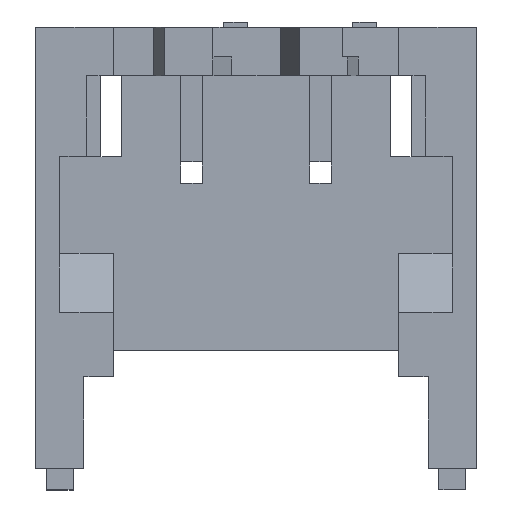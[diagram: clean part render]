
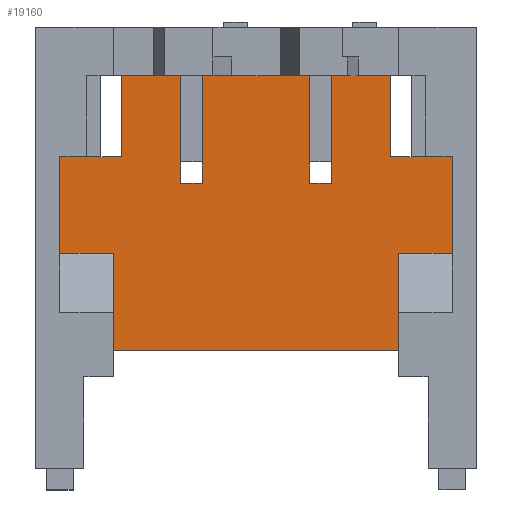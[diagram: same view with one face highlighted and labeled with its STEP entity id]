
A CAD part, top view. The second image highlights one B-rep face of the part: STEP entity #19160.
In plain terms, the highlighted planar face has unit normal (0, 0, 1).
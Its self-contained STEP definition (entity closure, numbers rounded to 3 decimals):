
#100=CARTESIAN_POINT('',(-79.02,-20.65,
0.25));
#110=VERTEX_POINT('',#100);
#1240=CARTESIAN_POINT('',(-81.67,-20.65,0.25
));
#1250=VERTEX_POINT('',#1240);
#1280=CARTESIAN_POINT('',(-73.872,-20.65,
0.25));
#1290=DIRECTION('',(-1.,0.,0.));
#1300=VECTOR('',#1290,1.);
#1310=LINE('',#1280,#1300);
#1320=EDGE_CURVE('',#110,#1250,#1310,.T.);
#6120=CARTESIAN_POINT('',(-79.645,-19.1,0.25
));
#6130=VERTEX_POINT('',#6120);
#6160=CARTESIAN_POINT('',(-73.872,-19.1,
0.25));
#6170=DIRECTION('',(1.,0.,0.));
#6180=VECTOR('',#6170,1.);
#6190=LINE('',#6160,#6180);
#6200=CARTESIAN_POINT('',(-79.845,-19.1,0.25
));
#6210=VERTEX_POINT('',#6200);
#6220=EDGE_CURVE('',#6210,#6130,#6190,.T.);
#7320=CARTESIAN_POINT('',(-81.67,-19.75,0.25
));
#7330=VERTEX_POINT('',#7320);
#7360=CARTESIAN_POINT('',(-81.67,-28.709,0.25
));
#7370=DIRECTION('',(0.,1.,0.));
#7380=VECTOR('',#7370,1.);
#7390=LINE('',#7360,#7380);
#7400=EDGE_CURVE('',#1250,#7330,#7390,.T.);
#7720=CARTESIAN_POINT('',(-81.92,-18.85,0.25
));
#7730=VERTEX_POINT('',#7720);
#7880=CARTESIAN_POINT('',(-81.595,-18.85,0.25
));
#7890=VERTEX_POINT('',#7880);
#7920=CARTESIAN_POINT('',(-73.872,-18.85,
0.25));
#7930=DIRECTION('',(1.,0.,0.));
#7940=VECTOR('',#7930,1.);
#7950=LINE('',#7920,#7940);
#7960=EDGE_CURVE('',#7730,#7890,#7950,.T.);
#8510=CARTESIAN_POINT('',(-81.045,-18.9,0.25
));
#8520=VERTEX_POINT('',#8510);
#8750=CARTESIAN_POINT('',(-80.845,-18.9,0.25
));
#8760=VERTEX_POINT('',#8750);
#13390=CARTESIAN_POINT('',(-78.52,-19.75,
0.25));
#13400=VERTEX_POINT('',#13390);
#13480=CARTESIAN_POINT('',(-79.02,-19.75,
0.25));
#13490=VERTEX_POINT('',#13480);
#13520=CARTESIAN_POINT('',(-73.872,-19.75,
0.25));
#13530=DIRECTION('',(1.,0.,0.));
#13540=VECTOR('',#13530,1.);
#13550=LINE('',#13520,#13540);
#13560=EDGE_CURVE('',#13490,#13400,#13550,.T.);
#16020=CARTESIAN_POINT('',(-81.595,-28.709,
0.25));
#16030=DIRECTION('',(0.,1.,0.));
#16040=VECTOR('',#16030,1.);
#16050=LINE('',#16020,#16040);
#16060=CARTESIAN_POINT('',(-81.595,-18.1,
0.25));
#16070=VERTEX_POINT('',#16060);
#16080=EDGE_CURVE('',#7890,#16070,#16050,.T.);
#17480=CARTESIAN_POINT('',(-82.17,-19.75,
0.25));
#17490=VERTEX_POINT('',#17480);
#17520=CARTESIAN_POINT('',(-73.872,-19.75,
0.25));
#17530=DIRECTION('',(-1.,0.,0.));
#17540=VECTOR('',#17530,1.);
#17550=LINE('',#17520,#17540);
#17560=EDGE_CURVE('',#7330,#17490,#17550,.T.);
#17620=CARTESIAN_POINT('',(-78.429,-18.036,
0.25));
#17630=DIRECTION('',(0.,0.,1.));
#17640=DIRECTION('',(-1.,0.,0.));
#17650=AXIS2_PLACEMENT_3D('',#17620,#17630,#17640);
#17660=PLANE('',#17650);
#17670=CARTESIAN_POINT('',(-82.17,-28.709,
0.25));
#17680=DIRECTION('',(0.,1.,0.));
#17690=VECTOR('',#17680,1.);
#17700=LINE('',#17670,#17690);
#17710=CARTESIAN_POINT('',(-82.17,-18.85,
0.25));
#17720=VERTEX_POINT('',#17710);
#17730=EDGE_CURVE('',#17490,#17720,#17700,.T.);
#17740=ORIENTED_EDGE('',*,*,#17730,.F.);
#17750=CARTESIAN_POINT('',(-73.872,-18.85,
0.25));
#17760=DIRECTION('',(-1.,0.,0.));
#17770=VECTOR('',#17760,1.);
#17780=LINE('',#17750,#17770);
#17790=EDGE_CURVE('',#7730,#17720,#17780,.T.);
#17800=ORIENTED_EDGE('',*,*,#17790,.T.);
#17810=ORIENTED_EDGE('',*,*,#7960,.F.);
#17820=ORIENTED_EDGE('',*,*,#16080,.F.);
#17830=CARTESIAN_POINT('',(-73.872,-18.1,
0.25));
#17840=DIRECTION('',(-1.,0.,0.));
#17850=VECTOR('',#17840,1.);
#17860=LINE('',#17830,#17850);
#17870=CARTESIAN_POINT('',(-81.045,-18.1,
0.25));
#17880=VERTEX_POINT('',#17870);
#17890=EDGE_CURVE('',#17880,#16070,#17860,.T.);
#17900=ORIENTED_EDGE('',*,*,#17890,.T.);
#17910=CARTESIAN_POINT('',(-81.045,-28.709,
0.25));
#17920=DIRECTION('',(0.,-1.,-0.));
#17930=VECTOR('',#17920,1.);
#17940=LINE('',#17910,#17930);
#17950=EDGE_CURVE('',#17880,#8520,#17940,.T.);
#17960=ORIENTED_EDGE('',*,*,#17950,.F.);
#17970=CARTESIAN_POINT('',(-81.045,-28.709,
0.25));
#17980=DIRECTION('',(0.,-1.,0.));
#17990=VECTOR('',#17980,1.);
#18000=LINE('',#17970,#17990);
#18010=CARTESIAN_POINT('',(-81.045,-19.1,
0.25));
#18020=VERTEX_POINT('',#18010);
#18030=EDGE_CURVE('',#8520,#18020,#18000,.T.);
#18040=ORIENTED_EDGE('',*,*,#18030,.F.);
#18050=CARTESIAN_POINT('',(-73.872,-19.1,
0.25));
#18060=DIRECTION('',(1.,-0.,0.));
#18070=VECTOR('',#18060,1.);
#18080=LINE('',#18050,#18070);
#18090=CARTESIAN_POINT('',(-80.845,-19.1,
0.25));
#18100=VERTEX_POINT('',#18090);
#18110=EDGE_CURVE('',#18020,#18100,#18080,.T.);
#18120=ORIENTED_EDGE('',*,*,#18110,.F.);
#18130=CARTESIAN_POINT('',(-80.845,-28.709,
0.25));
#18140=DIRECTION('',(0.,-1.,-0.));
#18150=VECTOR('',#18140,1.);
#18160=LINE('',#18130,#18150);
#18170=EDGE_CURVE('',#8760,#18100,#18160,.T.);
#18180=ORIENTED_EDGE('',*,*,#18170,.T.);
#18190=CARTESIAN_POINT('',(-80.845,-28.709,
0.25));
#18200=DIRECTION('',(0.,-1.,0.));
#18210=VECTOR('',#18200,1.);
#18220=LINE('',#18190,#18210);
#18230=CARTESIAN_POINT('',(-80.845,-18.1,
0.25));
#18240=VERTEX_POINT('',#18230);
#18250=EDGE_CURVE('',#18240,#8760,#18220,.T.);
#18260=ORIENTED_EDGE('',*,*,#18250,.T.);
#18270=CARTESIAN_POINT('',(-73.872,-18.1,
0.25));
#18280=DIRECTION('',(-1.,0.,0.));
#18290=VECTOR('',#18280,1.);
#18300=LINE('',#18270,#18290);
#18310=CARTESIAN_POINT('',(-79.845,-18.1,
0.25));
#18320=VERTEX_POINT('',#18310);
#18330=EDGE_CURVE('',#18320,#18240,#18300,.T.);
#18340=ORIENTED_EDGE('',*,*,#18330,.T.);
#18350=CARTESIAN_POINT('',(-79.845,-28.709,
0.25));
#18360=DIRECTION('',(0.,1.,0.));
#18370=VECTOR('',#18360,1.);
#18380=LINE('',#18350,#18370);
#18390=CARTESIAN_POINT('',(-79.845,-18.9,
0.25));
#18400=VERTEX_POINT('',#18390);
#18410=EDGE_CURVE('',#18400,#18320,#18380,.T.);
#18420=ORIENTED_EDGE('',*,*,#18410,.T.);
#18430=CARTESIAN_POINT('',(-79.845,-28.709,
0.25));
#18440=DIRECTION('',(0.,1.,0.));
#18450=VECTOR('',#18440,1.);
#18460=LINE('',#18430,#18450);
#18470=EDGE_CURVE('',#6210,#18400,#18460,.T.);
#18480=ORIENTED_EDGE('',*,*,#18470,.T.);
#18490=ORIENTED_EDGE('',*,*,#6220,.F.);
#18500=CARTESIAN_POINT('',(-79.645,-28.709,
0.25));
#18510=DIRECTION('',(0.,1.,0.));
#18520=VECTOR('',#18510,1.);
#18530=LINE('',#18500,#18520);
#18540=CARTESIAN_POINT('',(-79.645,-18.9,
0.25));
#18550=VERTEX_POINT('',#18540);
#18560=EDGE_CURVE('',#6130,#18550,#18530,.T.);
#18570=ORIENTED_EDGE('',*,*,#18560,.F.);
#18580=CARTESIAN_POINT('',(-79.645,-28.709,
0.25));
#18590=DIRECTION('',(0.,-1.,0.));
#18600=VECTOR('',#18590,1.);
#18610=LINE('',#18580,#18600);
#18620=CARTESIAN_POINT('',(-79.645,-18.1,
0.25));
#18630=VERTEX_POINT('',#18620);
#18640=EDGE_CURVE('',#18630,#18550,#18610,.T.);
#18650=ORIENTED_EDGE('',*,*,#18640,.T.);
#18660=CARTESIAN_POINT('',(-73.872,-18.1,
0.25));
#18670=DIRECTION('',(-1.,0.,0.));
#18680=VECTOR('',#18670,1.);
#18690=LINE('',#18660,#18680);
#18700=CARTESIAN_POINT('',(-79.095,-18.1,
0.25));
#18710=VERTEX_POINT('',#18700);
#18720=EDGE_CURVE('',#18710,#18630,#18690,.T.);
#18730=ORIENTED_EDGE('',*,*,#18720,.T.);
#18740=CARTESIAN_POINT('',(-79.095,-28.709,
0.25));
#18750=DIRECTION('',(0.,-1.,0.));
#18760=VECTOR('',#18750,1.);
#18770=LINE('',#18740,#18760);
#18780=CARTESIAN_POINT('',(-79.095,-18.85,
0.25));
#18790=VERTEX_POINT('',#18780);
#18800=EDGE_CURVE('',#18710,#18790,#18770,.T.);
#18810=ORIENTED_EDGE('',*,*,#18800,.F.);
#18820=CARTESIAN_POINT('',(-73.872,-18.85,
0.25));
#18830=DIRECTION('',(-1.,0.,0.));
#18840=VECTOR('',#18830,1.);
#18850=LINE('',#18820,#18840);
#18860=CARTESIAN_POINT('',(-78.77,-18.85,
0.25));
#18870=VERTEX_POINT('',#18860);
#18880=EDGE_CURVE('',#18870,#18790,#18850,.T.);
#18890=ORIENTED_EDGE('',*,*,#18880,.T.);
#18900=CARTESIAN_POINT('',(-73.872,-18.85,
0.25));
#18910=DIRECTION('',(1.,0.,0.));
#18920=VECTOR('',#18910,1.);
#18930=LINE('',#18900,#18920);
#18940=CARTESIAN_POINT('',(-78.52,-18.85,
0.25));
#18950=VERTEX_POINT('',#18940);
#18960=EDGE_CURVE('',#18870,#18950,#18930,.T.);
#18970=ORIENTED_EDGE('',*,*,#18960,.F.);
#18980=CARTESIAN_POINT('',(-78.52,-28.709,
0.25));
#18990=DIRECTION('',(0.,1.,0.));
#19000=VECTOR('',#18990,1.);
#19010=LINE('',#18980,#19000);
#19020=EDGE_CURVE('',#13400,#18950,#19010,.T.);
#19030=ORIENTED_EDGE('',*,*,#19020,.T.);
#19040=ORIENTED_EDGE('',*,*,#13560,.T.);
#19050=CARTESIAN_POINT('',(-79.02,-28.709,
0.25));
#19060=DIRECTION('',(0.,1.,0.));
#19070=VECTOR('',#19060,1.);
#19080=LINE('',#19050,#19070);
#19090=EDGE_CURVE('',#110,#13490,#19080,.T.);
#19100=ORIENTED_EDGE('',*,*,#19090,.T.);
#19110=ORIENTED_EDGE('',*,*,#1320,.F.);
#19120=ORIENTED_EDGE('',*,*,#7400,.F.);
#19130=ORIENTED_EDGE('',*,*,#17560,.F.);
#19140=EDGE_LOOP('',(#19130,#19120,#19110,#19100,#19040,#19030,#18970,
#18890,#18810,#18730,#18650,#18570,#18490,#18480,#18420,#18340,#18260,
#18180,#18120,#18040,#17960,#17900,#17820,#17810,#17800,#17740));
#19150=FACE_OUTER_BOUND('',#19140,.T.);
#19160=ADVANCED_FACE('',(#19150),#17660,.T.);
